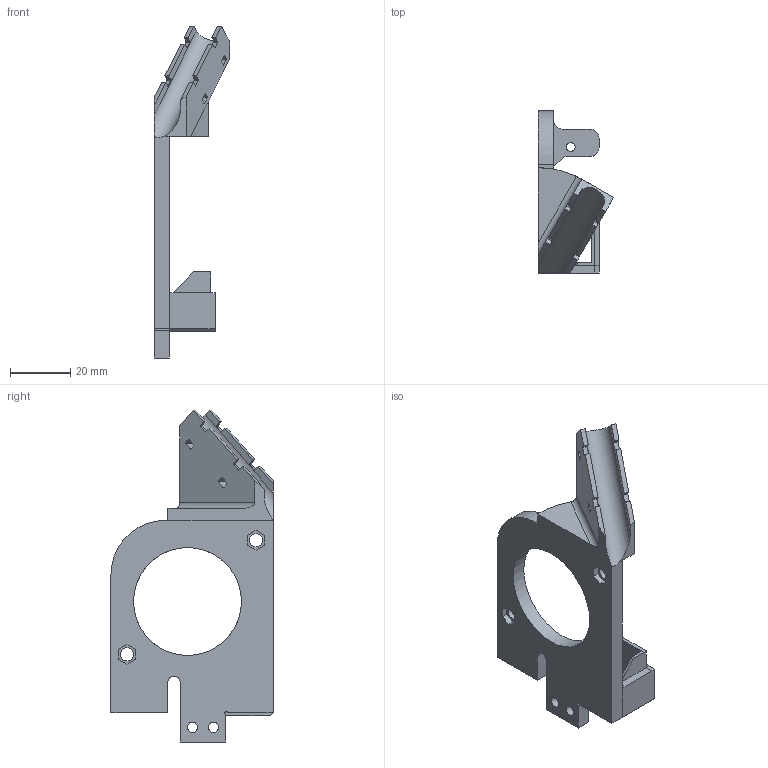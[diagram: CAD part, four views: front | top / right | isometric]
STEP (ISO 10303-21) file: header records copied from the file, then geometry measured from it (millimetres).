
FILE_DESCRIPTION(('FreeCAD Model'),'2;1');
FILE_NAME('3DTouch-Holder_45-30Cable.step','2020-08-17T19:15:00',('Author'),(''), 'Open CASCADE STEP processor 7.3','FreeCAD','Unknown');
FILE_SCHEMA(('CONFIG_CONTROL_DESIGN','SHAPE_APPEARANCE_LAYER_MIM'));
Length unit declared in the file: millimetre
Products named in the file (1): 3DTouch-Holder_45/30Cable
Bounding box: 25.02 x 54 x 110.59 mm (x, y, z)
Volume: 19850.8 mm3; surface area: 13102.3 mm2
Topology: 1 solids, 1 shells, 167 faces, 463 edges, 300 vertices
Faces by surface type: plane 130, cylinder 35, cone 2
Full cylindrical faces by diameter (mm): 3 x2, 3.4 x2, 4.4 x2, 36 x1
Entity records: 5383 total; most frequent: CARTESIAN_POINT 956, ORIENTED_EDGE 926, DIRECTION 878, EDGE_CURVE 463, LINE 382, VECTOR 382, VERTEX_POINT 300, AXIS2_PLACEMENT_3D 248
